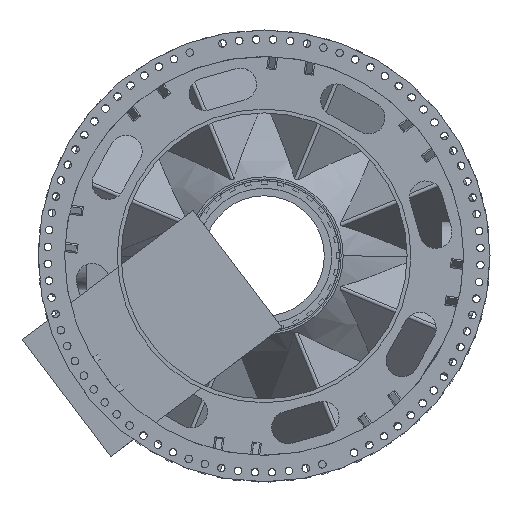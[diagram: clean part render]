
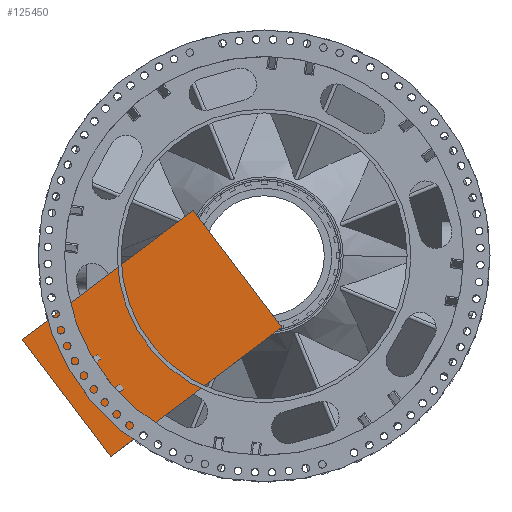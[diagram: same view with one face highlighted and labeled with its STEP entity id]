
A CAD part, top view. The second image highlights one B-rep face of the part: STEP entity #125450.
In plain terms, the highlighted planar face has unit normal (0, 0, 1).
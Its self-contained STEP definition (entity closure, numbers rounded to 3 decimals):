
#125364=DIRECTION('',(0.603,-0.798,0.));
#125365=VECTOR('',#125364,195.447);
#125366=CARTESIAN_POINT('',(-94.209,60.962,
83.73));
#125367=LINE('',#125366,#125365);
#125368=DIRECTION('',(0.798,0.603,0.));
#125369=VECTOR('',#125368,285.);
#125370=CARTESIAN_POINT('',(-203.648,-266.83,
83.73));
#125371=LINE('',#125370,#125369);
#125372=DIRECTION('',(-0.603,0.798,0.));
#125373=VECTOR('',#125372,195.447);
#125374=CARTESIAN_POINT('',(-203.648,-266.83,
83.73));
#125375=LINE('',#125374,#125373);
#125376=DIRECTION('',(-0.798,-0.603,0.));
#125377=VECTOR('',#125376,285.);
#125378=CARTESIAN_POINT('',(-94.209,60.962,
83.73));
#125379=LINE('',#125378,#125377);
#125404=CARTESIAN_POINT('',(-94.209,60.962,
83.73));
#125406=VERTEX_POINT('',#125404);
#125409=CARTESIAN_POINT('',(-321.532,-110.937,
83.73));
#125411=VERTEX_POINT('',#125409);
#125412=CARTESIAN_POINT('',(23.676,-94.932,
83.73));
#125413=VERTEX_POINT('',#125412);
#125414=CARTESIAN_POINT('',(-203.648,-266.83,
83.73));
#125415=VERTEX_POINT('',#125414);
#125436=CARTESIAN_POINT('',(-321.532,-110.937,
83.73));
#125437=DIRECTION('',(0.,0.,1.));
#125438=DIRECTION('',(0.,-1.,0.));
#125439=AXIS2_PLACEMENT_3D('',#125436,#125437,#125438);
#125440=PLANE('',#125439);
#125442=ORIENTED_EDGE('',*,*,#125441,.T.);
#125444=ORIENTED_EDGE('',*,*,#125443,.F.);
#125446=ORIENTED_EDGE('',*,*,#125445,.T.);
#125447=ORIENTED_EDGE('',*,*,#125427,.F.);
#125448=EDGE_LOOP('',(#125442,#125444,#125446,#125447));
#125449=FACE_OUTER_BOUND('',#125448,.F.);
#125450=ADVANCED_FACE('',(#125449),#125440,.T.);
#125427=EDGE_CURVE('',#125406,#125411,#125379,.T.);
#125441=EDGE_CURVE('',#125406,#125413,#125367,.T.);
#125443=EDGE_CURVE('',#125415,#125413,#125371,.T.);
#125445=EDGE_CURVE('',#125415,#125411,#125375,.T.);
